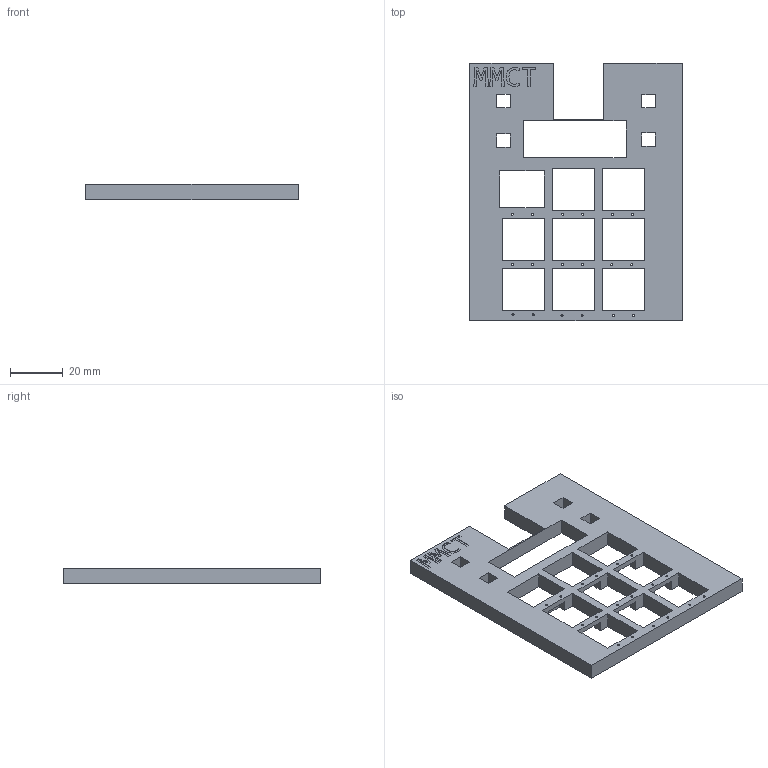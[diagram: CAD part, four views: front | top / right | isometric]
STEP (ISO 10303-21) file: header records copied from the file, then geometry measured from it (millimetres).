
FILE_DESCRIPTION(/* description */ (''),/* implementation_level */ '2;1');
FILE_NAME(/* name */ 'Top.step',/* time_stamp */ '2026-02-16T09:35:15Z',/* author */ (''),/* organization */ (''),/* preprocessor_version */ 'ST-DEVELOPER v20.1',/* originating_system */ 'Autodesk Translation Framework v14.24.0.0',/* authorisation */ '');
FILE_SCHEMA (('AUTOMOTIVE_DESIGN { 1 0 10303 214 3 1 1 }'));
Length unit declared in the file: millimetre
Products named in the file (1): 2026-02-15-15-15-30-060
Bounding box: 80.5 x 97.53 x 6 mm (x, y, z)
Volume: 26059.4 mm3; surface area: 15935.1 mm2
Topology: 1 solids, 1 shells, 186 faces, 555 edges, 370 vertices
Faces by surface type: plane 149, bspline 19, cylinder 18
Full cylindrical faces by diameter (mm): 0.775 x18
Entity records: 6495 total; most frequent: CARTESIAN_POINT 1435, ORIENTED_EDGE 1110, DIRECTION 889, EDGE_CURVE 555, LINE 481, VECTOR 481, VERTEX_POINT 370, EDGE_LOOP 249
